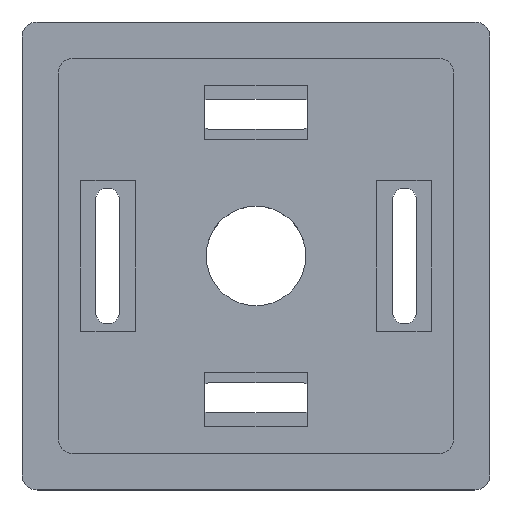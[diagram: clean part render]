
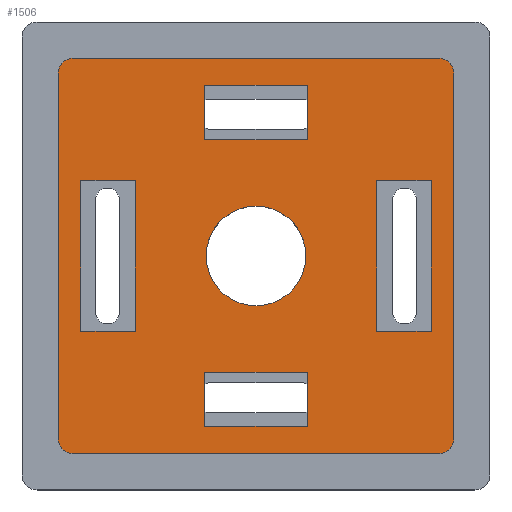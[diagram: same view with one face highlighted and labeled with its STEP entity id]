
A CAD part, top view. The second image highlights one B-rep face of the part: STEP entity #1506.
In plain terms, the highlighted planar face has unit normal (0, 0, 1).
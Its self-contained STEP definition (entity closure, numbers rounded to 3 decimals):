
#87=LINE('',#2278,#247);
#90=LINE('',#2284,#250);
#93=LINE('',#2290,#253);
#97=LINE('',#2299,#257);
#103=LINE('',#2310,#263);
#106=LINE('',#2316,#266);
#112=LINE('',#2328,#272);
#116=LINE('',#2336,#276);
#122=LINE('',#2347,#282);
#126=LINE('',#2356,#286);
#129=LINE('',#2362,#289);
#132=LINE('',#2368,#292);
#134=LINE('',#2371,#294);
#139=LINE('',#2382,#299);
#141=LINE('',#2385,#301);
#143=LINE('',#2388,#303);
#152=LINE('',#2417,#312);
#155=LINE('',#2425,#315);
#158=LINE('',#2433,#318);
#160=LINE('',#2439,#320);
#247=VECTOR('',#1819,1000.);
#250=VECTOR('',#1824,1000.);
#253=VECTOR('',#1829,1000.);
#257=VECTOR('',#1835,1000.);
#263=VECTOR('',#1843,1000.);
#266=VECTOR('',#1848,1000.);
#272=VECTOR('',#1856,1000.);
#276=VECTOR('',#1862,1000.);
#282=VECTOR('',#1870,1000.);
#286=VECTOR('',#1876,1000.);
#289=VECTOR('',#1881,1000.);
#292=VECTOR('',#1886,1000.);
#294=VECTOR('',#1890,1000.);
#299=VECTOR('',#1901,1000.);
#301=VECTOR('',#1905,1000.);
#303=VECTOR('',#1909,1000.);
#312=VECTOR('',#1936,1000.);
#315=VECTOR('',#1945,1000.);
#318=VECTOR('',#1954,1000.);
#320=VECTOR('',#1962,1000.);
#580=ORIENTED_EDGE('',*,*,#911,.F.);
#581=ORIENTED_EDGE('',*,*,#914,.F.);
#582=ORIENTED_EDGE('',*,*,#917,.F.);
#583=ORIENTED_EDGE('',*,*,#929,.F.);
#584=ORIENTED_EDGE('',*,*,#897,.F.);
#585=ORIENTED_EDGE('',*,*,#901,.F.);
#586=ORIENTED_EDGE('',*,*,#907,.F.);
#587=ORIENTED_EDGE('',*,*,#927,.F.);
#588=ORIENTED_EDGE('',*,*,#882,.F.);
#589=ORIENTED_EDGE('',*,*,#888,.F.);
#590=ORIENTED_EDGE('',*,*,#891,.F.);
#591=ORIENTED_EDGE('',*,*,#925,.F.);
#592=ORIENTED_EDGE('',*,*,#920,.F.);
#593=ORIENTED_EDGE('',*,*,#872,.F.);
#594=ORIENTED_EDGE('',*,*,#875,.F.);
#595=ORIENTED_EDGE('',*,*,#878,.F.);
#596=ORIENTED_EDGE('',*,*,#919,.F.);
#597=ORIENTED_EDGE('',*,*,#940,.T.);
#598=ORIENTED_EDGE('',*,*,#943,.T.);
#599=ORIENTED_EDGE('',*,*,#945,.T.);
#600=ORIENTED_EDGE('',*,*,#947,.T.);
#601=ORIENTED_EDGE('',*,*,#949,.T.);
#602=ORIENTED_EDGE('',*,*,#951,.T.);
#603=ORIENTED_EDGE('',*,*,#953,.T.);
#604=ORIENTED_EDGE('',*,*,#954,.T.);
#872=EDGE_CURVE('',#1083,#1081,#87,.T.);
#875=EDGE_CURVE('',#1085,#1083,#90,.T.);
#878=EDGE_CURVE('',#1087,#1085,#93,.T.);
#882=EDGE_CURVE('',#1091,#1089,#97,.T.);
#888=EDGE_CURVE('',#1095,#1091,#103,.T.);
#891=EDGE_CURVE('',#1097,#1095,#106,.T.);
#897=EDGE_CURVE('',#1102,#1103,#112,.T.);
#901=EDGE_CURVE('',#1105,#1102,#116,.T.);
#907=EDGE_CURVE('',#1109,#1105,#122,.T.);
#911=EDGE_CURVE('',#1113,#1111,#126,.T.);
#914=EDGE_CURVE('',#1115,#1113,#129,.T.);
#917=EDGE_CURVE('',#1117,#1115,#132,.T.);
#919=EDGE_CURVE('',#1081,#1087,#134,.T.);
#920=EDGE_CURVE('',#1118,#1118,#1198,.T.);
#925=EDGE_CURVE('',#1089,#1097,#139,.T.);
#927=EDGE_CURVE('',#1103,#1109,#141,.T.);
#929=EDGE_CURVE('',#1111,#1117,#143,.T.);
#940=EDGE_CURVE('',#1130,#1129,#1203,.T.);
#943=EDGE_CURVE('',#1129,#1131,#152,.T.);
#945=EDGE_CURVE('',#1131,#1132,#1204,.T.);
#947=EDGE_CURVE('',#1132,#1133,#155,.T.);
#949=EDGE_CURVE('',#1133,#1134,#1205,.T.);
#951=EDGE_CURVE('',#1134,#1135,#158,.T.);
#953=EDGE_CURVE('',#1135,#1136,#1206,.T.);
#954=EDGE_CURVE('',#1136,#1130,#160,.T.);
#1081=VERTEX_POINT('',#2273);
#1083=VERTEX_POINT('',#2277);
#1085=VERTEX_POINT('',#2283);
#1087=VERTEX_POINT('',#2289);
#1089=VERTEX_POINT('',#2294);
#1091=VERTEX_POINT('',#2298);
#1095=VERTEX_POINT('',#2309);
#1097=VERTEX_POINT('',#2315);
#1102=VERTEX_POINT('',#2327);
#1103=VERTEX_POINT('',#2329);
#1105=VERTEX_POINT('',#2335);
#1109=VERTEX_POINT('',#2346);
#1111=VERTEX_POINT('',#2351);
#1113=VERTEX_POINT('',#2355);
#1115=VERTEX_POINT('',#2361);
#1117=VERTEX_POINT('',#2367);
#1118=VERTEX_POINT('',#2374);
#1129=VERTEX_POINT('',#2410);
#1130=VERTEX_POINT('',#2412);
#1131=VERTEX_POINT('',#2416);
#1132=VERTEX_POINT('',#2420);
#1133=VERTEX_POINT('',#2424);
#1134=VERTEX_POINT('',#2428);
#1135=VERTEX_POINT('',#2432);
#1136=VERTEX_POINT('',#2436);
#1198=CIRCLE('',#1615,1.65);
#1203=CIRCLE('',#1626,0.5);
#1204=CIRCLE('',#1629,0.5);
#1205=CIRCLE('',#1632,0.5);
#1206=CIRCLE('',#1635,0.5);
#1271=EDGE_LOOP('',(#580,#581,#582,#583));
#1272=EDGE_LOOP('',(#584,#585,#586,#587));
#1273=EDGE_LOOP('',(#588,#589,#590,#591));
#1274=EDGE_LOOP('',(#592));
#1275=EDGE_LOOP('',(#593,#594,#595,#596));
#1276=EDGE_LOOP('',(#597,#598,#599,#600,#601,#602,#603,#604));
#1367=FACE_BOUND('',#1271,.T.);
#1368=FACE_BOUND('',#1272,.T.);
#1369=FACE_BOUND('',#1273,.T.);
#1370=FACE_BOUND('',#1274,.T.);
#1371=FACE_BOUND('',#1275,.T.);
#1372=FACE_BOUND('',#1276,.T.);
#1446=PLANE('',#1637);
#1506=ADVANCED_FACE('',(#1367,#1368,#1369,#1370,#1371,#1372),#1446,.T.);
#1615=AXIS2_PLACEMENT_3D('',#2373,#1893,#1894);
#1626=AXIS2_PLACEMENT_3D('',#2411,#1930,#1931);
#1629=AXIS2_PLACEMENT_3D('',#2421,#1940,#1941);
#1632=AXIS2_PLACEMENT_3D('',#2429,#1949,#1950);
#1635=AXIS2_PLACEMENT_3D('',#2437,#1958,#1959);
#1637=AXIS2_PLACEMENT_3D('',#2440,#1963,#1964);
#1819=DIRECTION('',(0.,-1.,0.));
#1824=DIRECTION('',(-1.,0.,0.));
#1829=DIRECTION('',(0.,1.,0.));
#1835=DIRECTION('',(-1.,0.,0.));
#1843=DIRECTION('',(0.,1.,0.));
#1848=DIRECTION('',(1.,0.,0.));
#1856=DIRECTION('',(0.,-1.,0.));
#1862=DIRECTION('',(-1.,0.,0.));
#1870=DIRECTION('',(0.,1.,0.));
#1876=DIRECTION('',(0.,-1.,0.));
#1881=DIRECTION('',(-1.,0.,0.));
#1886=DIRECTION('',(0.,1.,0.));
#1890=DIRECTION('',(1.,0.,0.));
#1893=DIRECTION('',(0.,0.,1.));
#1894=DIRECTION('',(1.,0.,0.));
#1901=DIRECTION('',(0.,-1.,0.));
#1905=DIRECTION('',(1.,0.,0.));
#1909=DIRECTION('',(1.,0.,0.));
#1930=DIRECTION('',(0.,0.,1.));
#1931=DIRECTION('',(1.,0.,0.));
#1936=DIRECTION('',(0.,-1.,0.));
#1940=DIRECTION('',(0.,0.,1.));
#1941=DIRECTION('',(1.,0.,0.));
#1945=DIRECTION('',(1.,0.,0.));
#1949=DIRECTION('',(0.,0.,1.));
#1950=DIRECTION('',(1.,0.,0.));
#1954=DIRECTION('',(0.,1.,0.));
#1958=DIRECTION('',(0.,0.,1.));
#1959=DIRECTION('',(1.,0.,0.));
#1962=DIRECTION('',(-1.,0.,0.));
#1963=DIRECTION('',(0.,0.,1.));
#1964=DIRECTION('',(1.,0.,0.));
#2273=CARTESIAN_POINT('',(4.,-2.5,0.5));
#2277=CARTESIAN_POINT('',(4.,2.5,0.5));
#2278=CARTESIAN_POINT('',(4.,2.5,0.5));
#2283=CARTESIAN_POINT('',(5.8,2.5,0.5));
#2284=CARTESIAN_POINT('',(5.8,2.5,0.5));
#2289=CARTESIAN_POINT('',(5.8,-2.5,0.5));
#2290=CARTESIAN_POINT('',(5.8,-2.5,0.5));
#2294=CARTESIAN_POINT('',(-1.7,5.65,0.5));
#2298=CARTESIAN_POINT('',(1.7,5.65,0.5));
#2299=CARTESIAN_POINT('',(1.7,5.65,0.5));
#2309=CARTESIAN_POINT('',(1.7,3.85,0.5));
#2310=CARTESIAN_POINT('',(1.7,3.85,0.5));
#2315=CARTESIAN_POINT('',(-1.7,3.85,0.5));
#2316=CARTESIAN_POINT('',(-1.7,3.85,0.5));
#2327=CARTESIAN_POINT('',(-1.7,-3.85,0.5));
#2328=CARTESIAN_POINT('',(-1.7,-3.85,0.5));
#2329=CARTESIAN_POINT('',(-1.7,-5.65,0.5));
#2335=CARTESIAN_POINT('',(1.7,-3.85,0.5));
#2336=CARTESIAN_POINT('',(1.7,-3.85,0.5));
#2346=CARTESIAN_POINT('',(1.7,-5.65,0.5));
#2347=CARTESIAN_POINT('',(1.7,-5.65,0.5));
#2351=CARTESIAN_POINT('',(-5.8,-2.5,0.5));
#2355=CARTESIAN_POINT('',(-5.8,2.5,0.5));
#2356=CARTESIAN_POINT('',(-5.8,2.5,0.5));
#2361=CARTESIAN_POINT('',(-4.,2.5,0.5));
#2362=CARTESIAN_POINT('',(-4.,2.5,0.5));
#2367=CARTESIAN_POINT('',(-4.,-2.5,0.5));
#2368=CARTESIAN_POINT('',(-4.,-2.5,0.5));
#2371=CARTESIAN_POINT('',(4.,-2.5,0.5));
#2373=CARTESIAN_POINT('',(0.,0.,0.5));
#2374=CARTESIAN_POINT('',(1.65,0.,0.5));
#2382=CARTESIAN_POINT('',(-1.7,5.65,0.5));
#2385=CARTESIAN_POINT('',(-1.7,-5.65,0.5));
#2388=CARTESIAN_POINT('',(-5.8,-2.5,0.5));
#2410=CARTESIAN_POINT('',(-6.55,6.05,0.5));
#2411=CARTESIAN_POINT('',(-6.05,6.05,0.5));
#2412=CARTESIAN_POINT('',(-6.05,6.55,0.5));
#2416=CARTESIAN_POINT('',(-6.55,-6.05,0.5));
#2417=CARTESIAN_POINT('',(-6.55,6.05,0.5));
#2420=CARTESIAN_POINT('',(-6.05,-6.55,0.5));
#2421=CARTESIAN_POINT('',(-6.05,-6.05,0.5));
#2424=CARTESIAN_POINT('',(6.05,-6.55,0.5));
#2425=CARTESIAN_POINT('',(-6.05,-6.55,0.5));
#2428=CARTESIAN_POINT('',(6.55,-6.05,0.5));
#2429=CARTESIAN_POINT('',(6.05,-6.05,0.5));
#2432=CARTESIAN_POINT('',(6.55,6.05,0.5));
#2433=CARTESIAN_POINT('',(6.55,-6.05,0.5));
#2436=CARTESIAN_POINT('',(6.05,6.55,0.5));
#2437=CARTESIAN_POINT('',(6.05,6.05,0.5));
#2439=CARTESIAN_POINT('',(6.05,6.55,0.5));
#2440=CARTESIAN_POINT('',(-6.05,6.05,0.5));
